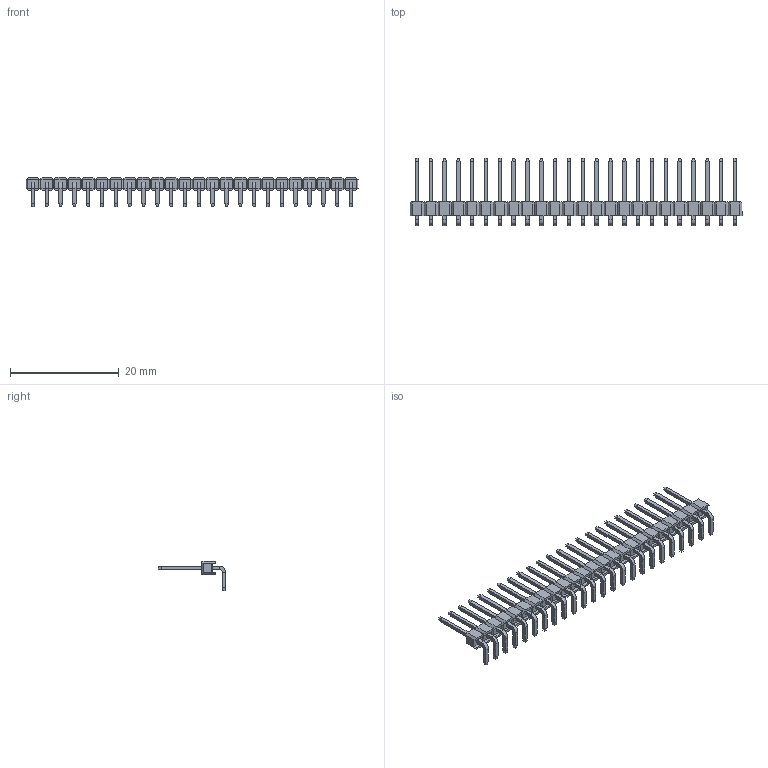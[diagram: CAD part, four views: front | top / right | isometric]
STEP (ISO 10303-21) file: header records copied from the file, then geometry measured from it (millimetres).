
FILE_DESCRIPTION (( 'STEP AP214' ), '1' );
FILE_NAME ('1x24 Male Pin Header Angle.STEP', '2021-11-12T11:35:52', ( 'M.B.I.' ), ( '' ), 'SwSTEP 2.0', '', '' );
FILE_SCHEMA (( 'AUTOMOTIVE_DESIGN' ));
Length unit declared in the file: millimetre
Products named in the file (1): 1x24 Male Pin Header Angle
Bounding box: 60.97 x 12.36 x 5.5 mm (x, y, z)
Volume: 442.2 mm3; surface area: 1829.9 mm2
Topology: 29 solids, 29 shells, 1144 faces, 2806 edges, 1720 vertices
Faces by surface type: plane 1096, cylinder 48
Entity records: 32832 total; most frequent: CARTESIAN_POINT 5671, ORIENTED_EDGE 5612, DIRECTION 5192, EDGE_CURVE 2806, LINE 2710, VECTOR 2710, VERTEX_POINT 1720, AXIS2_PLACEMENT_3D 1241
